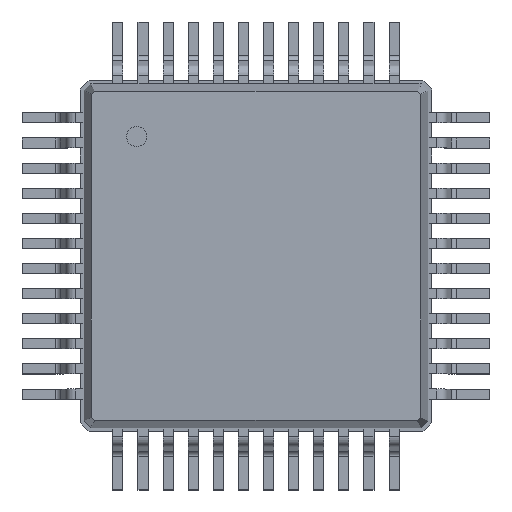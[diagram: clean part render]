
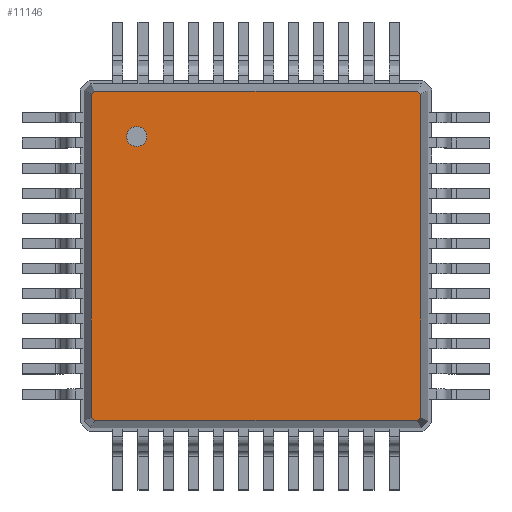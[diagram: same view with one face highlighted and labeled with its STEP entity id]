
A CAD part, top view. The second image highlights one B-rep face of the part: STEP entity #11146.
In plain terms, the highlighted planar face has unit normal (0, 0, 1).
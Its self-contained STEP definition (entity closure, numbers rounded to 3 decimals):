
#13=DIRECTION('',(0.,0.,1.));
#27=VECTOR('',#28,1.);
#28=DIRECTION('',(1.,0.,0.));
#148=VECTOR('',#149,1.);
#149=DIRECTION('',(0.707,0.707,0.));
#155=VECTOR('',#156,1.);
#156=DIRECTION('',(0.,1.,0.));
#162=VECTOR('',#163,1.);
#163=DIRECTION('',(-0.707,0.707,0.));
#169=VECTOR('',#170,1.);
#170=DIRECTION('',(-1.,0.,0.));
#176=VECTOR('',#177,1.);
#177=DIRECTION('',(-0.707,-0.707,0.));
#183=VECTOR('',#184,1.);
#184=DIRECTION('',(0.,-1.,0.));
#188=VECTOR('',#189,1.);
#189=DIRECTION('',(0.707,-0.707,0.));
#4588=VERTEX_POINT('',#4589);
#4589=CARTESIAN_POINT('',(-3.276,3.213,1.6));
#4591=ORIENTED_EDGE('',*,*,#4592,.F.);
#4592=EDGE_CURVE('',#4593,#4588,#4595,.T.);
#4593=VERTEX_POINT('',#4594);
#4594=CARTESIAN_POINT('',(-3.276,-3.213,1.6));
#4595=LINE('',#4594,#155);
#4606=VERTEX_POINT('',#4607);
#4607=CARTESIAN_POINT('',(-3.213,3.276,1.6));
#4609=ORIENTED_EDGE('',*,*,#4610,.F.);
#4610=EDGE_CURVE('',#4588,#4606,#4611,.T.);
#4611=LINE('',#4589,#148);
#4656=VERTEX_POINT('',#4657);
#4657=CARTESIAN_POINT('',(3.213,3.276,1.6));
#4659=ORIENTED_EDGE('',*,*,#4660,.F.);
#4660=EDGE_CURVE('',#4606,#4656,#4661,.T.);
#4661=LINE('',#4607,#27);
#5752=VERTEX_POINT('',#5753);
#5753=CARTESIAN_POINT('',(3.276,3.213,1.6));
#5755=ORIENTED_EDGE('',*,*,#5756,.F.);
#5756=EDGE_CURVE('',#4656,#5752,#5757,.T.);
#5757=LINE('',#4657,#188);
#5862=VERTEX_POINT('',#5863);
#5863=CARTESIAN_POINT('',(3.276,-3.213,1.6));
#5865=ORIENTED_EDGE('',*,*,#5866,.F.);
#5866=EDGE_CURVE('',#5752,#5862,#5867,.T.);
#5867=LINE('',#5753,#183);
#11146=ADVANCED_FACE('',(#11147,#11162),#11172,.T.);
#11147=FACE_BOUND('',#11148,.T.);
#11148=EDGE_LOOP('',(#4659,#4609,#4591,#11149,#11154,#11159,#5865,#5755));
#11149=ORIENTED_EDGE('',*,*,#11150,.F.);
#11150=EDGE_CURVE('',#11151,#4593,#11153,.T.);
#11151=VERTEX_POINT('',#11152);
#11152=CARTESIAN_POINT('',(-3.213,-3.276,1.6));
#11153=LINE('',#11152,#162);
#11154=ORIENTED_EDGE('',*,*,#11155,.F.);
#11155=EDGE_CURVE('',#11156,#11151,#11158,.T.);
#11156=VERTEX_POINT('',#11157);
#11157=CARTESIAN_POINT('',(3.213,-3.276,1.6));
#11158=LINE('',#11157,#169);
#11159=ORIENTED_EDGE('',*,*,#11160,.F.);
#11160=EDGE_CURVE('',#5862,#11156,#11161,.T.);
#11161=LINE('',#5863,#176);
#11162=FACE_BOUND('',#11163,.T.);
#11163=EDGE_LOOP('',(#11164));
#11164=ORIENTED_EDGE('',*,*,#11165,.T.);
#11165=EDGE_CURVE('',#11166,#11166,#11168,.T.);
#11166=VERTEX_POINT('',#11167);
#11167=CARTESIAN_POINT('',(-2.376,2.176,1.6));
#11168=CIRCLE('',#11169,0.2);
#11169=AXIS2_PLACEMENT_3D('',#11170,#11171,#184);
#11170=CARTESIAN_POINT('',(-2.376,2.376,1.6));
#11171=DIRECTION('',(0.,-0.,-1.));
#11172=PLANE('',#11173);
#11173=AXIS2_PLACEMENT_3D('',#4607,#13,#11174);
#11174=DIRECTION('',(0.7,-0.714,0.));
